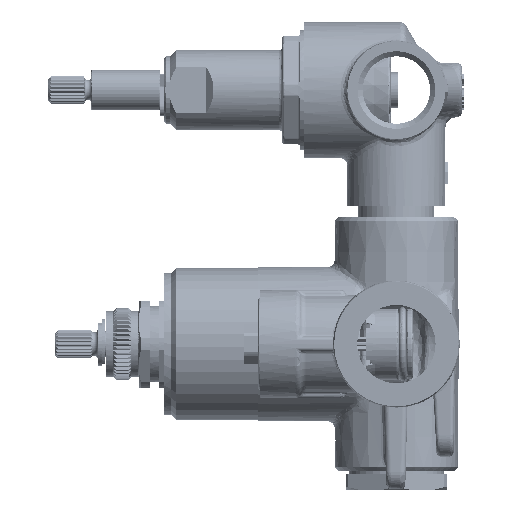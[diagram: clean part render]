
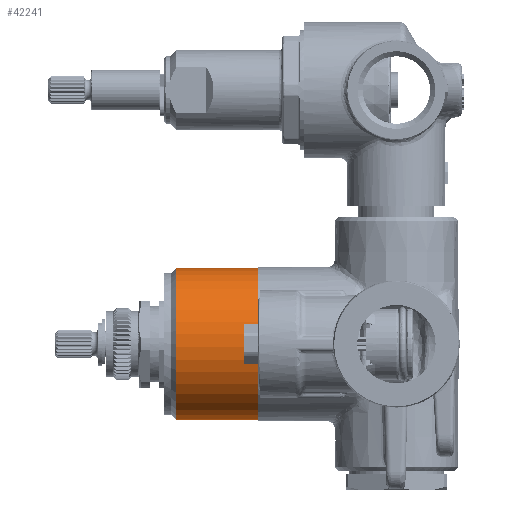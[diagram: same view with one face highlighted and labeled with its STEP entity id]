
A CAD part, left-side view. The second image highlights one B-rep face of the part: STEP entity #42241.
In plain terms, the highlighted cylindrical face has radius 20.85 mm (diameter 41.7 mm), a partial arc.
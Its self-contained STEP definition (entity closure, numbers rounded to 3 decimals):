
#42178=CARTESIAN_POINT('Axis2P3D Location',(0.,1.3,0.)) ;
#42184=CARTESIAN_POINT('Control Point',(0.,-26.,-20.85)) ;
#42185=CARTESIAN_POINT('Control Point',(-3.275,-26.,-20.85)) ;
#42186=CARTESIAN_POINT('Control Point',(-6.55,-26.,-20.207)) ;
#42187=CARTESIAN_POINT('Control Point',(-9.657,-26.,-18.92)) ;
#42188=CARTESIAN_POINT('Control Point',(-15.198,-26.,-15.198)) ;
#42189=CARTESIAN_POINT('Control Point',(-18.92,-26.,-9.657)) ;
#42190=CARTESIAN_POINT('Control Point',(-20.207,-26.,-6.55)) ;
#42191=CARTESIAN_POINT('Control Point',(-21.493,-26.,0.)) ;
#42192=CARTESIAN_POINT('Control Point',(-20.207,-26.,6.55)) ;
#42193=CARTESIAN_POINT('Control Point',(-18.92,-26.,9.657)) ;
#42194=CARTESIAN_POINT('Control Point',(-15.198,-26.,15.198)) ;
#42195=CARTESIAN_POINT('Control Point',(-9.657,-26.,18.92)) ;
#42196=CARTESIAN_POINT('Control Point',(-6.55,-26.,20.207)) ;
#42197=CARTESIAN_POINT('Control Point',(-3.275,-26.,20.85)) ;
#42198=CARTESIAN_POINT('Control Point',(0.,-26.,20.85)) ;
#42199=CARTESIAN_POINT('Vertex',(0.,-26.,-20.85)) ;
#42201=CARTESIAN_POINT('Vertex',(0.,-26.,20.85)) ;
#42204=CARTESIAN_POINT('Line Origine',(0.,1.3,20.85)) ;
#42208=CARTESIAN_POINT('Vertex',(0.,-3.35,20.85)) ;
#42212=CARTESIAN_POINT('Control Point',(0.,-3.35,-20.85)) ;
#42213=CARTESIAN_POINT('Control Point',(-3.275,-3.35,-20.85)) ;
#42214=CARTESIAN_POINT('Control Point',(-6.55,-3.35,-20.207)) ;
#42215=CARTESIAN_POINT('Control Point',(-9.657,-3.35,-18.92)) ;
#42216=CARTESIAN_POINT('Control Point',(-15.198,-3.35,-15.198)) ;
#42217=CARTESIAN_POINT('Control Point',(-18.92,-3.35,-9.657)) ;
#42218=CARTESIAN_POINT('Control Point',(-20.207,-3.35,-6.55)) ;
#42219=CARTESIAN_POINT('Control Point',(-21.493,-3.35,0.)) ;
#42220=CARTESIAN_POINT('Control Point',(-20.207,-3.35,6.55)) ;
#42221=CARTESIAN_POINT('Control Point',(-18.92,-3.35,9.657)) ;
#42222=CARTESIAN_POINT('Control Point',(-15.198,-3.35,15.198)) ;
#42223=CARTESIAN_POINT('Control Point',(-9.657,-3.35,18.92)) ;
#42224=CARTESIAN_POINT('Control Point',(-6.55,-3.35,20.207)) ;
#42225=CARTESIAN_POINT('Control Point',(-3.275,-3.35,20.85)) ;
#42226=CARTESIAN_POINT('Control Point',(0.,-3.35,20.85)) ;
#42227=CARTESIAN_POINT('Vertex',(0.,-3.35,-20.85)) ;
#42230=CARTESIAN_POINT('Line Origine',(0.,1.3,-20.85)) ;
#42206=VECTOR('Line Direction',#42205,1.) ;
#42232=VECTOR('Line Direction',#42231,1.) ;
#42179=DIRECTION('Axis2P3D Direction',(0.,1.,0.)) ;
#42180=DIRECTION('Axis2P3D XDirection',(0.,-0.,1.)) ;
#42205=DIRECTION('Vector Direction',(0.,1.,0.)) ;
#42231=DIRECTION('Vector Direction',(0.,1.,0.)) ;
#42181=AXIS2_PLACEMENT_3D('Cylinder Axis2P3D',#42178,#42179,#42180) ;
#42207=LINE('Line',#42204,#42206) ;
#42233=LINE('Line',#42230,#42232) ;
#42182=CYLINDRICAL_SURFACE('generated cylinder',#42181,20.85) ;
#42203=EDGE_CURVE('',#42200,#42202,#42183,.T.) ;
#42210=EDGE_CURVE('',#42202,#42209,#42207,.T.) ;
#42229=EDGE_CURVE('',#42209,#42228,#42211,.F.) ;
#42234=EDGE_CURVE('',#42228,#42200,#42233,.F.) ;
#42236=ORIENTED_EDGE('',*,*,#42203,.T.) ;
#42237=ORIENTED_EDGE('',*,*,#42210,.T.) ;
#42238=ORIENTED_EDGE('',*,*,#42229,.T.) ;
#42239=ORIENTED_EDGE('',*,*,#42234,.T.) ;
#42235=EDGE_LOOP('',(#42236,#42237,#42238,#42239)) ;
#42200=VERTEX_POINT('',#42199) ;
#42202=VERTEX_POINT('',#42201) ;
#42209=VERTEX_POINT('',#42208) ;
#42228=VERTEX_POINT('',#42227) ;
#42241=ADVANCED_FACE('Superficie.683',(#42240),#42182,.T.) ;
#42183=B_SPLINE_CURVE_WITH_KNOTS('',5,(#42184,#42185,#42186,#42187,#42188,#42189,#42190,#42191,#42192,#42193,#42194,#42195,#42196,#42197,#42198),.UNSPECIFIED.,.F.,.U.,(6,3,3,3,6),(-32.751,-16.376,0.,16.376,32.751),.UNSPECIFIED.) ;
#42211=B_SPLINE_CURVE_WITH_KNOTS('',5,(#42212,#42213,#42214,#42215,#42216,#42217,#42218,#42219,#42220,#42221,#42222,#42223,#42224,#42225,#42226),.UNSPECIFIED.,.F.,.U.,(6,3,3,3,6),(-32.751,-16.376,0.,16.376,32.751),.UNSPECIFIED.) ;
#42240=FACE_OUTER_BOUND('',#42235,.T.) ;
